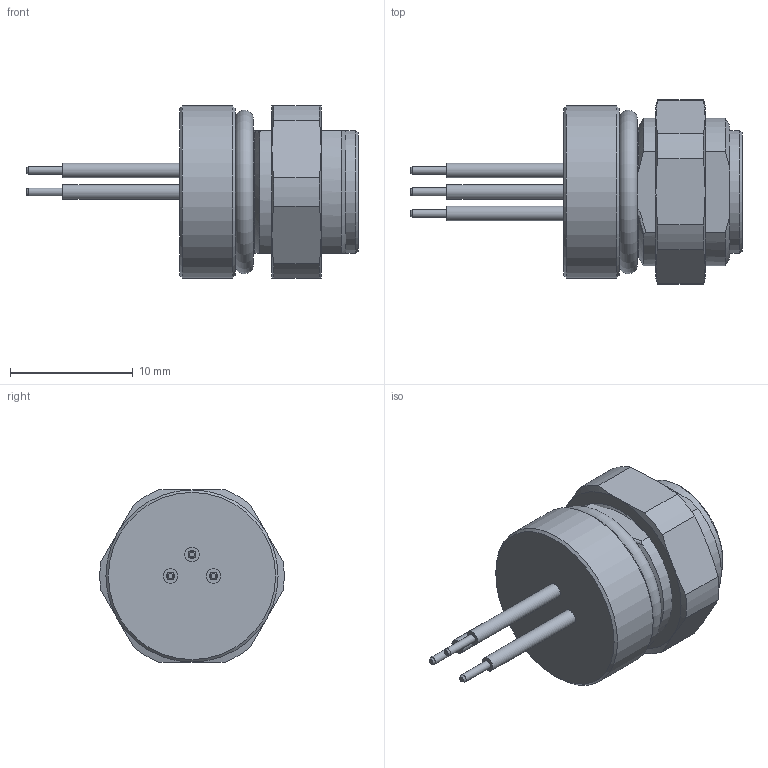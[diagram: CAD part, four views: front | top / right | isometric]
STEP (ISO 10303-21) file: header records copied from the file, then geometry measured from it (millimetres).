
FILE_DESCRIPTION(/* description */ (''),/* implementation_level */ '2;1');
FILE_NAME(/* name */ '09-3412-80-03_001_02.stp',/* time_stamp */ '2014-09-12T07:35:52+02:00',/* author */ (''),/* organization */ (''),/* preprocessor_version */ 'ST-DEVELOPER v14',/* originating_system */ 'SIEMENS PLM Software NX 8.0',/* authorisation */ '');
FILE_SCHEMA (('AUTOMOTIVE_DESIGN { 1 0 10303 214 3 1 1 1 }'));
Length unit declared in the file: millimetre
Products named in the file (1): sach1630CCA1rv37
Bounding box: 27 x 14.98 x 14 mm (x, y, z)
Volume: 1934.1 mm3; surface area: 1895.2 mm2
Topology: 4 solids, 4 shells, 107 faces, 236 edges, 150 vertices
Faces by surface type: plane 36, cone 31, cylinder 26, torus 6, extrusion 6, bspline 2
Full cylindrical faces by diameter (mm): 0.65 x3, 1.05 x3, 1.2 x3, 5.65 x1, 6.8 x1, 7.4 x1, 8.1 x2, 10 x1, 10.3 x1, 10.917 x1, 14 x1
Entity records: 3067 total; most frequent: CARTESIAN_POINT 941, DIRECTION 421, ORIENTED_EDGE 366, AXIS2_PLACEMENT_3D 190, EDGE_CURVE 183, EDGE_LOOP 159, VERTEX_POINT 136, ADVANCED_FACE 107
